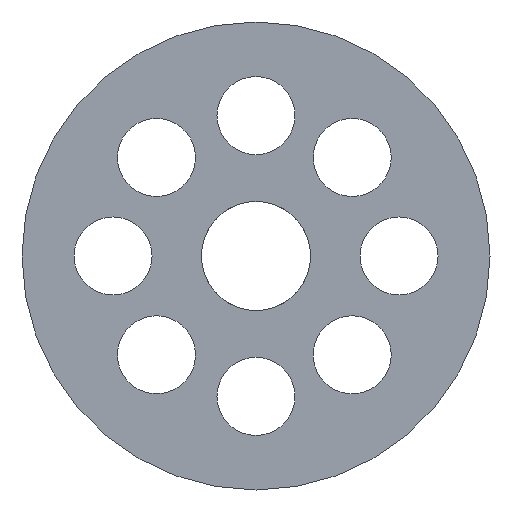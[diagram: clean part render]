
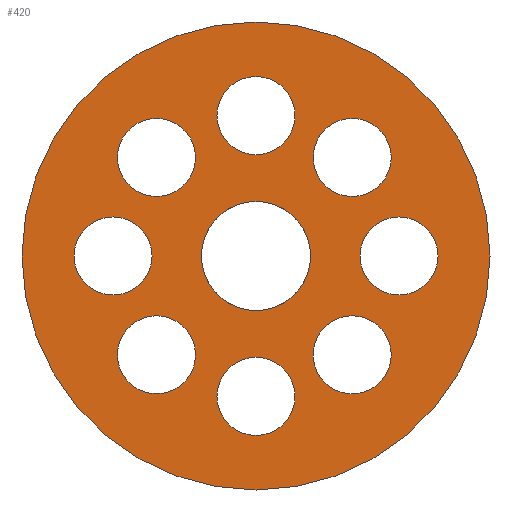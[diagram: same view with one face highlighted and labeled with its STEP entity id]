
A CAD part, front view. The second image highlights one B-rep face of the part: STEP entity #420.
In plain terms, the highlighted planar face has unit normal (0, -1, 0).
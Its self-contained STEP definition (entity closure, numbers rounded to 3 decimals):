
#21=PLANE('',#464);
#35=CIRCLE('',#458,21.);
#40=CIRCLE('',#465,15.);
#41=CIRCLE('',#466,15.);
#42=CIRCLE('',#467,15.);
#43=CIRCLE('',#468,15.);
#44=CIRCLE('',#469,15.);
#45=CIRCLE('',#470,15.);
#46=CIRCLE('',#471,15.);
#47=CIRCLE('',#472,15.);
#48=CIRCLE('',#473,90.);
#82=ORIENTED_EDGE('',*,*,#178,.T.);
#83=ORIENTED_EDGE('',*,*,#179,.T.);
#84=ORIENTED_EDGE('',*,*,#180,.T.);
#85=ORIENTED_EDGE('',*,*,#181,.T.);
#86=ORIENTED_EDGE('',*,*,#182,.T.);
#87=ORIENTED_EDGE('',*,*,#183,.T.);
#88=ORIENTED_EDGE('',*,*,#184,.T.);
#89=ORIENTED_EDGE('',*,*,#185,.T.);
#90=ORIENTED_EDGE('',*,*,#186,.T.);
#91=ORIENTED_EDGE('',*,*,#166,.F.);
#166=EDGE_CURVE('',#215,#215,#35,.T.);
#178=EDGE_CURVE('',#225,#225,#40,.F.);
#179=EDGE_CURVE('',#226,#226,#41,.F.);
#180=EDGE_CURVE('',#227,#227,#42,.F.);
#181=EDGE_CURVE('',#228,#228,#43,.F.);
#182=EDGE_CURVE('',#229,#229,#44,.F.);
#183=EDGE_CURVE('',#230,#230,#45,.F.);
#184=EDGE_CURVE('',#231,#231,#46,.F.);
#185=EDGE_CURVE('',#232,#232,#47,.F.);
#186=EDGE_CURVE('',#233,#233,#48,.T.);
#215=VERTEX_POINT('',#667);
#225=VERTEX_POINT('',#701);
#226=VERTEX_POINT('',#703);
#227=VERTEX_POINT('',#705);
#228=VERTEX_POINT('',#707);
#229=VERTEX_POINT('',#709);
#230=VERTEX_POINT('',#711);
#231=VERTEX_POINT('',#713);
#232=VERTEX_POINT('',#715);
#233=VERTEX_POINT('',#717);
#289=EDGE_LOOP('',(#82));
#290=EDGE_LOOP('',(#83));
#291=EDGE_LOOP('',(#84));
#292=EDGE_LOOP('',(#85));
#293=EDGE_LOOP('',(#86));
#294=EDGE_LOOP('',(#87));
#295=EDGE_LOOP('',(#88));
#296=EDGE_LOOP('',(#89));
#297=EDGE_LOOP('',(#90));
#298=EDGE_LOOP('',(#91));
#349=FACE_BOUND('',#289,.T.);
#350=FACE_BOUND('',#290,.T.);
#351=FACE_BOUND('',#291,.T.);
#352=FACE_BOUND('',#292,.T.);
#353=FACE_BOUND('',#293,.T.);
#354=FACE_BOUND('',#294,.T.);
#355=FACE_BOUND('',#295,.T.);
#356=FACE_BOUND('',#296,.T.);
#357=FACE_BOUND('',#297,.T.);
#358=FACE_BOUND('',#298,.T.);
#420=ADVANCED_FACE('',(#349,#350,#351,#352,#353,#354,#355,#356,#357,#358),
#21,.T.);
#458=AXIS2_PLACEMENT_3D('',#666,#519,#520);
#464=AXIS2_PLACEMENT_3D('',#699,#537,#538);
#465=AXIS2_PLACEMENT_3D('',#700,#539,#540);
#466=AXIS2_PLACEMENT_3D('',#702,#541,#542);
#467=AXIS2_PLACEMENT_3D('',#704,#543,#544);
#468=AXIS2_PLACEMENT_3D('',#706,#545,#546);
#469=AXIS2_PLACEMENT_3D('',#708,#547,#548);
#470=AXIS2_PLACEMENT_3D('',#710,#549,#550);
#471=AXIS2_PLACEMENT_3D('',#712,#551,#552);
#472=AXIS2_PLACEMENT_3D('',#714,#553,#554);
#473=AXIS2_PLACEMENT_3D('',#716,#555,#556);
#519=DIRECTION('',(0.,-1.,0.));
#520=DIRECTION('',(0.,0.,-1.));
#537=DIRECTION('',(0.,-1.,0.));
#538=DIRECTION('',(0.,0.,-1.));
#539=DIRECTION('',(0.,-1.,0.));
#540=DIRECTION('',(0.,0.,-1.));
#541=DIRECTION('',(0.,-1.,0.));
#542=DIRECTION('',(0.,0.,-1.));
#543=DIRECTION('',(0.,-1.,0.));
#544=DIRECTION('',(0.,0.,-1.));
#545=DIRECTION('',(0.,-1.,0.));
#546=DIRECTION('',(0.,0.,-1.));
#547=DIRECTION('',(0.,-1.,0.));
#548=DIRECTION('',(0.,0.,-1.));
#549=DIRECTION('',(0.,-1.,0.));
#550=DIRECTION('',(0.,0.,-1.));
#551=DIRECTION('',(0.,-1.,0.));
#552=DIRECTION('',(0.,0.,-1.));
#553=DIRECTION('',(0.,-1.,0.));
#554=DIRECTION('',(0.,0.,-1.));
#555=DIRECTION('',(0.,-1.,0.));
#556=DIRECTION('',(0.,0.,-1.));
#666=CARTESIAN_POINT('',(0.,-23.556,0.));
#667=CARTESIAN_POINT('',(0.,-23.556,-21.));
#699=CARTESIAN_POINT('',(0.,-23.556,21.));
#700=CARTESIAN_POINT('',(-55.,-23.556,0.));
#701=CARTESIAN_POINT('',(-55.,-23.556,-15.));
#702=CARTESIAN_POINT('',(55.,-23.556,0.));
#703=CARTESIAN_POINT('',(55.,-23.556,-15.));
#704=CARTESIAN_POINT('',(37.,-23.556,-38.));
#705=CARTESIAN_POINT('',(37.,-23.556,-53.));
#706=CARTESIAN_POINT('',(37.,-23.556,37.895));
#707=CARTESIAN_POINT('',(37.,-23.556,22.895));
#708=CARTESIAN_POINT('',(-38.274,-23.556,37.895));
#709=CARTESIAN_POINT('',(-38.274,-23.556,22.895));
#710=CARTESIAN_POINT('',(-38.274,-23.556,-38.));
#711=CARTESIAN_POINT('',(-38.274,-23.556,-53.));
#712=CARTESIAN_POINT('',(0.,-23.556,54.));
#713=CARTESIAN_POINT('',(0.,-23.556,39.));
#714=CARTESIAN_POINT('',(0.,-23.556,-54.));
#715=CARTESIAN_POINT('',(0.,-23.556,-69.));
#716=CARTESIAN_POINT('',(0.,-23.556,0.));
#717=CARTESIAN_POINT('',(0.,-23.556,-90.));
